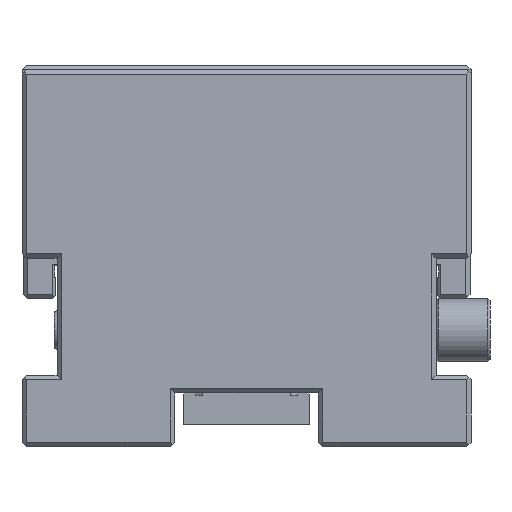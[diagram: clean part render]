
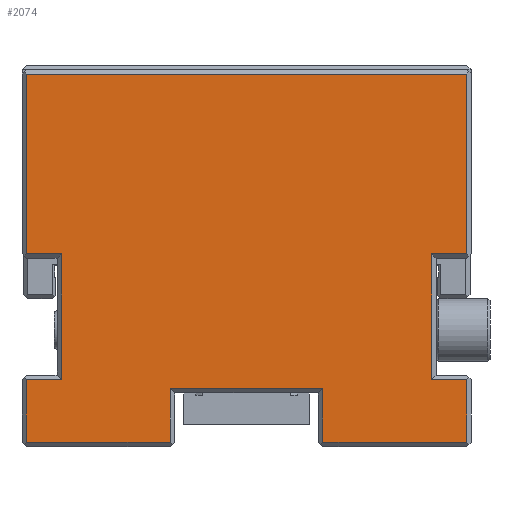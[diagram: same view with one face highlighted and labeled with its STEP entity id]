
A CAD part, left-side view. The second image highlights one B-rep face of the part: STEP entity #2074.
In plain terms, the highlighted planar face has unit normal (-1, 0, 0).
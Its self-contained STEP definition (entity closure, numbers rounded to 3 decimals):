
#2074=ADVANCED_FACE('',(#2608),#2384,.T.);
#2384=PLANE('',#7007);
#2608=FACE_OUTER_BOUND('',#2822,.T.);
#2822=EDGE_LOOP('',(#3306,#3307,#3308,#3309,#3310,#3311,#3312,#3313,#3314,
#3315,#3316,#3317,#3318,#3319,#3320,#3321));
#3306=ORIENTED_EDGE('',*,*,#5221,.T.);
#3307=ORIENTED_EDGE('',*,*,#5222,.T.);
#3308=ORIENTED_EDGE('',*,*,#5223,.T.);
#3309=ORIENTED_EDGE('',*,*,#5224,.T.);
#3310=ORIENTED_EDGE('',*,*,#5225,.T.);
#3311=ORIENTED_EDGE('',*,*,#5226,.T.);
#3312=ORIENTED_EDGE('',*,*,#5227,.T.);
#3313=ORIENTED_EDGE('',*,*,#5228,.T.);
#3314=ORIENTED_EDGE('',*,*,#5229,.T.);
#3315=ORIENTED_EDGE('',*,*,#5230,.T.);
#3316=ORIENTED_EDGE('',*,*,#5231,.T.);
#3317=ORIENTED_EDGE('',*,*,#5232,.T.);
#3318=ORIENTED_EDGE('',*,*,#5233,.T.);
#3319=ORIENTED_EDGE('',*,*,#5234,.T.);
#3320=ORIENTED_EDGE('',*,*,#5235,.T.);
#3321=ORIENTED_EDGE('',*,*,#5236,.T.);
#4722=VERTEX_POINT('',#9044);
#4723=VERTEX_POINT('',#9045);
#4724=VERTEX_POINT('',#9047);
#4725=VERTEX_POINT('',#9049);
#4726=VERTEX_POINT('',#9051);
#4727=VERTEX_POINT('',#9053);
#4728=VERTEX_POINT('',#9055);
#4729=VERTEX_POINT('',#9057);
#4730=VERTEX_POINT('',#9059);
#4731=VERTEX_POINT('',#9061);
#4732=VERTEX_POINT('',#9063);
#4733=VERTEX_POINT('',#9065);
#4734=VERTEX_POINT('',#9067);
#4735=VERTEX_POINT('',#9069);
#4736=VERTEX_POINT('',#9071);
#4737=VERTEX_POINT('',#9073);
#5221=EDGE_CURVE('',#4722,#4723,#5929,.T.);
#5222=EDGE_CURVE('',#4723,#4724,#5930,.T.);
#5223=EDGE_CURVE('',#4724,#4725,#5931,.T.);
#5224=EDGE_CURVE('',#4725,#4726,#5932,.T.);
#5225=EDGE_CURVE('',#4726,#4727,#5933,.T.);
#5226=EDGE_CURVE('',#4727,#4728,#5934,.T.);
#5227=EDGE_CURVE('',#4728,#4729,#5935,.T.);
#5228=EDGE_CURVE('',#4729,#4730,#5936,.T.);
#5229=EDGE_CURVE('',#4730,#4731,#5937,.T.);
#5230=EDGE_CURVE('',#4731,#4732,#5938,.T.);
#5231=EDGE_CURVE('',#4732,#4733,#5939,.T.);
#5232=EDGE_CURVE('',#4733,#4734,#5940,.T.);
#5233=EDGE_CURVE('',#4734,#4735,#5941,.T.);
#5234=EDGE_CURVE('',#4735,#4736,#5942,.T.);
#5235=EDGE_CURVE('',#4736,#4737,#5943,.T.);
#5236=EDGE_CURVE('',#4737,#4722,#5944,.T.);
#5929=LINE('',#9043,#6493);
#5930=LINE('',#9046,#6494);
#5931=LINE('',#9048,#6495);
#5932=LINE('',#9050,#6496);
#5933=LINE('',#9052,#6497);
#5934=LINE('',#9054,#6498);
#5935=LINE('',#9056,#6499);
#5936=LINE('',#9058,#6500);
#5937=LINE('',#9060,#6501);
#5938=LINE('',#9062,#6502);
#5939=LINE('',#9064,#6503);
#5940=LINE('',#9066,#6504);
#5941=LINE('',#9068,#6505);
#5942=LINE('',#9070,#6506);
#5943=LINE('',#9072,#6507);
#5944=LINE('',#9074,#6508);
#6493=VECTOR('',#7541,1.);
#6494=VECTOR('',#7542,1.);
#6495=VECTOR('',#7543,1.);
#6496=VECTOR('',#7544,1.);
#6497=VECTOR('',#7545,1.);
#6498=VECTOR('',#7546,1.);
#6499=VECTOR('',#7547,1.);
#6500=VECTOR('',#7548,1.);
#6501=VECTOR('',#7549,1.);
#6502=VECTOR('',#7550,1.);
#6503=VECTOR('',#7551,1.);
#6504=VECTOR('',#7552,1.);
#6505=VECTOR('',#7553,1.);
#6506=VECTOR('',#7554,1.);
#6507=VECTOR('',#7555,1.);
#6508=VECTOR('',#7556,1.);
#7007=AXIS2_PLACEMENT_3D('',#9075,#7557,#7558);
#7541=DIRECTION('',(0.,-1.,0.));
#7542=DIRECTION('',(0.,0.,1.));
#7543=DIRECTION('',(0.,-1.,0.));
#7544=DIRECTION('',(0.,0.,-1.));
#7545=DIRECTION('',(0.,-1.,0.));
#7546=DIRECTION('',(0.,0.,1.));
#7547=DIRECTION('',(0.,1.,0.));
#7548=DIRECTION('',(0.,0.,1.));
#7549=DIRECTION('',(0.,-1.,0.));
#7550=DIRECTION('',(0.,0.,1.));
#7551=DIRECTION('',(0.,1.,0.));
#7552=DIRECTION('',(0.,0.,-1.));
#7553=DIRECTION('',(0.,-1.,0.));
#7554=DIRECTION('',(0.,0.,-1.));
#7555=DIRECTION('',(0.,1.,0.));
#7556=DIRECTION('',(0.,0.,-1.));
#7557=DIRECTION('',(-1.,0.,0.));
#7558=DIRECTION('',(0.,0.,-1.));
#9043=CARTESIAN_POINT('',(-20.649,50.034,4.817));
#9044=CARTESIAN_POINT('',(-20.649,99.034,4.817));
#9045=CARTESIAN_POINT('',(-20.649,67.034,4.817));
#9046=CARTESIAN_POINT('',(-20.649,67.034,15.617));
#9047=CARTESIAN_POINT('',(-20.649,67.034,16.817));
#9048=CARTESIAN_POINT('',(-20.649,50.034,16.817));
#9049=CARTESIAN_POINT('',(-20.649,33.034,16.817));
#9050=CARTESIAN_POINT('',(-20.649,33.034,4.617));
#9051=CARTESIAN_POINT('',(-20.649,33.034,4.817));
#9052=CARTESIAN_POINT('',(-20.649,50.034,4.817));
#9053=CARTESIAN_POINT('',(-20.649,1.034,4.817));
#9054=CARTESIAN_POINT('',(-20.649,1.034,3.617));
#9055=CARTESIAN_POINT('',(-20.649,1.034,18.817));
#9056=CARTESIAN_POINT('',(-20.649,50.034,18.817));
#9057=CARTESIAN_POINT('',(-20.649,8.834,18.817));
#9058=CARTESIAN_POINT('',(-20.649,8.834,3.617));
#9059=CARTESIAN_POINT('',(-20.649,8.834,46.817));
#9060=CARTESIAN_POINT('',(-20.649,50.034,46.817));
#9061=CARTESIAN_POINT('',(-20.649,1.034,46.817));
#9062=CARTESIAN_POINT('',(-20.649,1.034,3.617));
#9063=CARTESIAN_POINT('',(-20.649,1.034,86.817));
#9064=CARTESIAN_POINT('',(-20.649,50.034,86.817));
#9065=CARTESIAN_POINT('',(-20.649,99.034,86.817));
#9066=CARTESIAN_POINT('',(-20.649,99.034,3.617));
#9067=CARTESIAN_POINT('',(-20.649,99.034,46.817));
#9068=CARTESIAN_POINT('',(-20.649,50.034,46.817));
#9069=CARTESIAN_POINT('',(-20.649,91.234,46.817));
#9070=CARTESIAN_POINT('',(-20.649,91.234,3.617));
#9071=CARTESIAN_POINT('',(-20.649,91.234,18.817));
#9072=CARTESIAN_POINT('',(-20.649,50.034,18.817));
#9073=CARTESIAN_POINT('',(-20.649,99.034,18.817));
#9074=CARTESIAN_POINT('',(-20.649,99.034,3.617));
#9075=CARTESIAN_POINT('',(-20.649,50.034,3.617));
